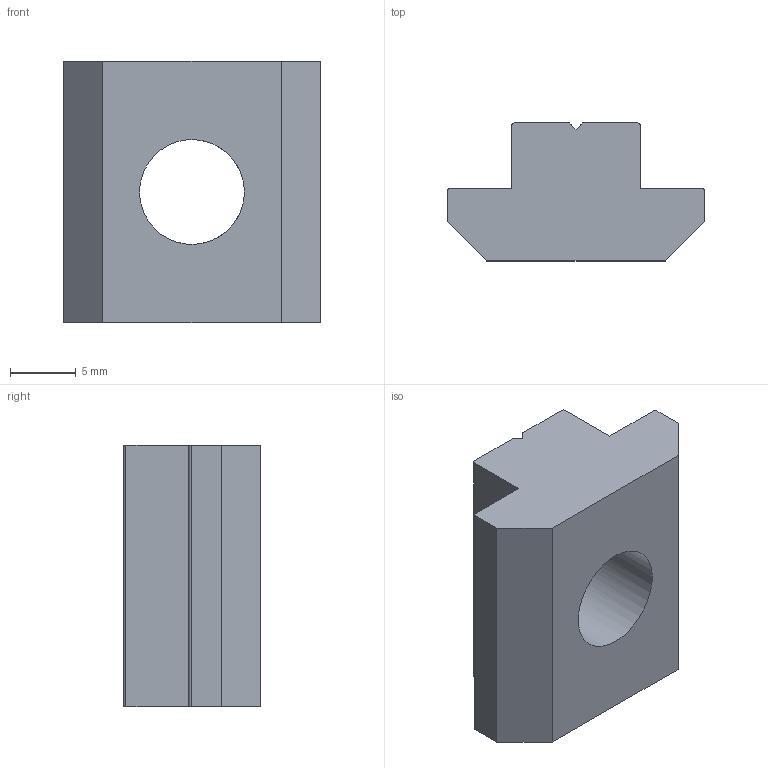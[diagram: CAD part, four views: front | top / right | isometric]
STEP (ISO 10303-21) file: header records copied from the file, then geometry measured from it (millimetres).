
FILE_DESCRIPTION((''),'2;1');
FILE_NAME('AR3075.stp','2016-07-06T13:13:35',('Konstruktor II'),(''),'Autodesk Inventor 2013','Autodesk Inventor 2013','');
FILE_SCHEMA(('AUTOMOTIVE_DESIGN { 1 0 10303 214 1 1 1 1 }'));
Length unit declared in the file: millimetre
Products named in the file (1): AR3075
Bounding box: 19.6 x 10.5 x 20 mm (x, y, z)
Volume: 2424.5 mm3; surface area: 1589.7 mm2
Topology: 1 solids, 1 shells, 22 faces, 63 edges, 42 vertices
Faces by surface type: plane 17, cylinder 5
Full cylindrical faces by diameter (mm): 8 x1
Entity records: 738 total; most frequent: CARTESIAN_POINT 125, DIRECTION 122, ORIENTED_EDGE 122, EDGE_CURVE 61, VECTOR 46, LINE 46, VERTEX_POINT 41, AXIS2_PLACEMENT_3D 38
